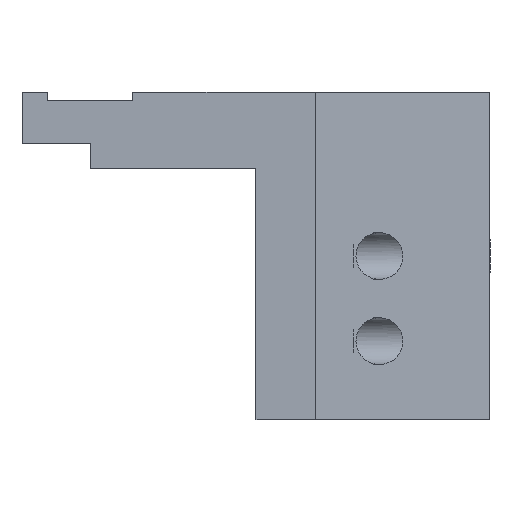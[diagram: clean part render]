
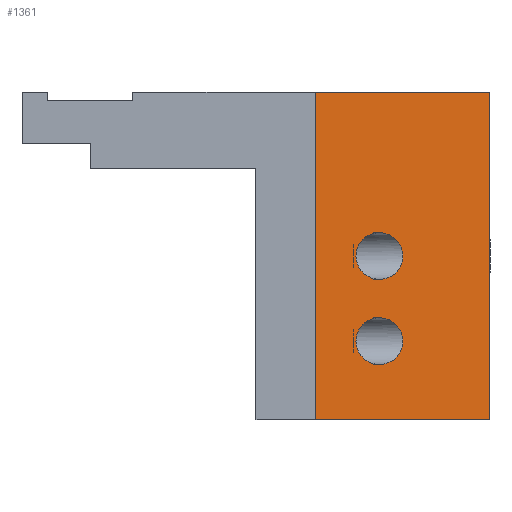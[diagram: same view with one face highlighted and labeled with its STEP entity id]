
A CAD part, front view. The second image highlights one B-rep face of the part: STEP entity #1361.
In plain terms, the highlighted planar face has unit normal (0.707, -0.707, 0).
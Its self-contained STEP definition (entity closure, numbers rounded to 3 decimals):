
#15=ELLIPSE('',#1459,7.778,5.5);
#16=ELLIPSE('',#1464,7.778,5.5);
#98=LINE('',#2273,#202);
#105=LINE('',#2295,#209);
#107=LINE('',#2300,#211);
#110=LINE('',#2305,#214);
#202=VECTOR('',#1866,10.);
#209=VECTOR('',#1885,10.);
#211=VECTOR('',#1889,10.);
#214=VECTOR('',#1894,10.);
#296=FACE_BOUND('',#472,.T.);
#297=FACE_BOUND('',#473,.T.);
#369=FACE_OUTER_BOUND('',#471,.T.);
#471=EDGE_LOOP('',(#1159,#1160,#1161,#1162));
#472=EDGE_LOOP('',(#1163));
#473=EDGE_LOOP('',(#1164));
#628=VERTEX_POINT('',#2096);
#631=VERTEX_POINT('',#2105);
#690=VERTEX_POINT('',#2270);
#691=VERTEX_POINT('',#2272);
#700=VERTEX_POINT('',#2293);
#702=VERTEX_POINT('',#2298);
#768=EDGE_CURVE('',#628,#628,#15,.T.);
#772=EDGE_CURVE('',#631,#631,#16,.T.);
#854=EDGE_CURVE('',#690,#691,#98,.T.);
#866=EDGE_CURVE('',#690,#700,#105,.T.);
#868=EDGE_CURVE('',#702,#700,#107,.T.);
#871=EDGE_CURVE('',#691,#702,#110,.T.);
#1159=ORIENTED_EDGE('',*,*,#868,.F.);
#1160=ORIENTED_EDGE('',*,*,#871,.F.);
#1161=ORIENTED_EDGE('',*,*,#854,.F.);
#1162=ORIENTED_EDGE('',*,*,#866,.T.);
#1163=ORIENTED_EDGE('',*,*,#768,.T.);
#1164=ORIENTED_EDGE('',*,*,#772,.T.);
#1300=PLANE('',#1529);
#1361=ADVANCED_FACE('',(#369,#296,#297),#1300,.F.);
#1459=AXIS2_PLACEMENT_3D('',#2097,#1690,#1691);
#1464=AXIS2_PLACEMENT_3D('',#2106,#1701,#1702);
#1529=AXIS2_PLACEMENT_3D('',#2304,#1892,#1893);
#1690=DIRECTION('center_axis',(-0.707,0.707,0.));
#1691=DIRECTION('ref_axis',(0.707,0.707,0.));
#1701=DIRECTION('center_axis',(-0.707,0.707,0.));
#1702=DIRECTION('ref_axis',(0.707,0.707,0.));
#1866=DIRECTION('',(0.707,0.707,0.));
#1885=DIRECTION('',(0.,0.,-1.));
#1889=DIRECTION('',(-0.707,-0.707,0.));
#1892=DIRECTION('center_axis',(-0.707,0.707,0.));
#1893=DIRECTION('ref_axis',(0.707,0.707,0.));
#1894=DIRECTION('',(0.,0.,-1.));
#2096=CARTESIAN_POINT('',(-1.,-4.,80.));
#2097=CARTESIAN_POINT('Origin',(-1.,-4.,74.5));
#2105=CARTESIAN_POINT('',(-1.,-4.,60.));
#2106=CARTESIAN_POINT('Origin',(-1.,-4.,54.5));
#2270=CARTESIAN_POINT('',(-16.,-19.,113.));
#2272=CARTESIAN_POINT('',(25.,22.,113.));
#2273=CARTESIAN_POINT('',(24.,21.,113.));
#2293=CARTESIAN_POINT('',(-16.,-19.,36.));
#2295=CARTESIAN_POINT('',(-16.,-19.,47.25));
#2298=CARTESIAN_POINT('',(25.,22.,36.));
#2300=CARTESIAN_POINT('',(9.997,6.997,36.));
#2304=CARTESIAN_POINT('Origin',(-16.,-19.,113.));
#2305=CARTESIAN_POINT('',(25.,22.,56.5));
